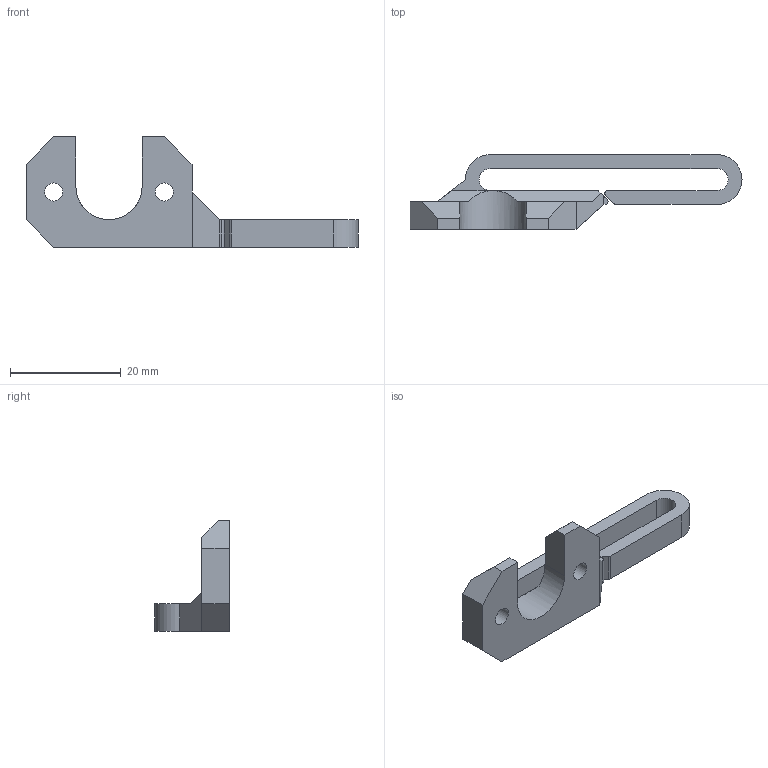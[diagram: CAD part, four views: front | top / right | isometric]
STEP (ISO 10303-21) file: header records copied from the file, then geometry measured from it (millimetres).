
FILE_DESCRIPTION(/* description */ (''),/* implementation_level */ '2;1');
FILE_NAME(/* name */ 'filament guide.stp',/* time_stamp */ '2021-07-12T21:16:49+02:00',/* author */ ('luk'),/* organization */ (''),/* preprocessor_version */ 'ST-DEVELOPER v18',/* originating_system */ 'Autodesk Inventor 2020',/* authorisation */ '');
FILE_SCHEMA (('AUTOMOTIVE_DESIGN { 1 0 10303 214 3 1 1 }'));
Length unit declared in the file: millimetre
Products named in the file (1): oczko filamentu
Bounding box: 60 x 13.5 x 20 mm (x, y, z)
Volume: 3259.2 mm3; surface area: 2777.3 mm2
Topology: 1 solids, 1 shells, 45 faces, 127 edges, 84 vertices
Faces by surface type: plane 32, cylinder 13
Full cylindrical faces by diameter (mm): 3.3 x2, 6 x2
Entity records: 1511 total; most frequent: CARTESIAN_POINT 257, DIRECTION 256, ORIENTED_EDGE 254, EDGE_CURVE 127, LINE 90, VECTOR 90, VERTEX_POINT 84, AXIS2_PLACEMENT_3D 83
